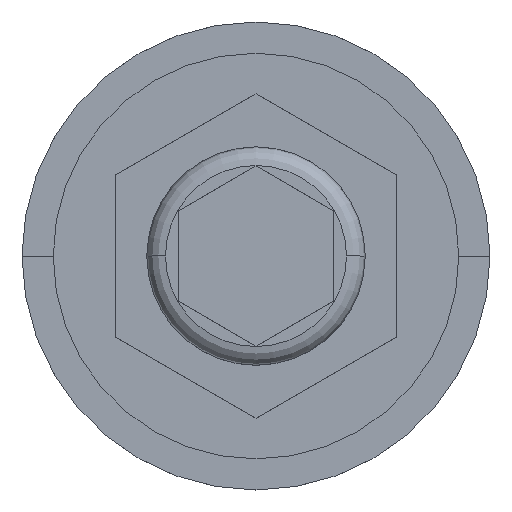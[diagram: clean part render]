
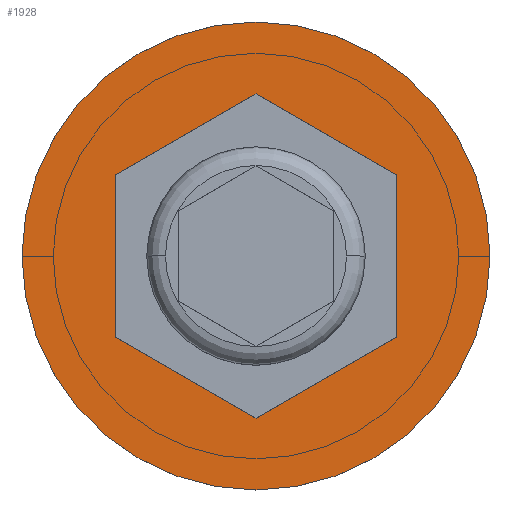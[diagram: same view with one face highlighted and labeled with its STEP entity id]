
A CAD part, top view. The second image highlights one B-rep face of the part: STEP entity #1928.
In plain terms, the highlighted planar face has unit normal (0, 0, 1).
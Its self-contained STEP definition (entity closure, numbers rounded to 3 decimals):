
#17 = CARTESIAN_POINT ( 'NONE',  ( 0., -2.598, 0. ) ) ;
#98 = DIRECTION ( 'NONE',  ( 0.866, -0.5, 0. ) ) ;
#117 = VECTOR ( 'NONE', #2944, 1000. ) ;
#158 = DIRECTION ( 'NONE',  ( -0.866, -0.5, 0. ) ) ;
#261 = CARTESIAN_POINT ( 'NONE',  ( 0., 0., 0. ) ) ;
#310 = VERTEX_POINT ( 'NONE', #2454 ) ;
#326 = LINE ( 'NONE', #17, #2221 ) ;
#347 = EDGE_CURVE ( 'NONE', #1910, #2661, #713, .T. ) ;
#515 = VERTEX_POINT ( 'NONE', #3064 ) ;
#560 = DIRECTION ( 'NONE',  ( 0.866, 0.5, 0. ) ) ;
#634 = EDGE_CURVE ( 'NONE', #2181, #2825, #1094, .T. ) ;
#643 = ORIENTED_EDGE ( 'NONE', *, *, #634, .F. ) ;
#695 = CARTESIAN_POINT ( 'NONE',  ( 0., 0., 0. ) ) ;
#713 = LINE ( 'NONE', #1593, #2046 ) ;
#744 = AXIS2_PLACEMENT_3D ( 'NONE', #695, #986, #3642 ) ;
#748 = VECTOR ( 'NONE', #1884, 1000. ) ;
#885 = DIRECTION ( 'NONE',  ( 1., 0., 0. ) ) ;
#896 = EDGE_CURVE ( 'NONE', #1218, #515, #1294, .T. ) ;
#986 = DIRECTION ( 'NONE',  ( 0., 0., 1. ) ) ;
#1094 = LINE ( 'NONE', #3366, #1487 ) ;
#1140 = CARTESIAN_POINT ( 'NONE',  ( -2.25, 1.299, 0. ) ) ;
#1218 = VERTEX_POINT ( 'NONE', #3227 ) ;
#1294 = CIRCLE ( 'NONE', #2919, 3.75 ) ;
#1329 = ORIENTED_EDGE ( 'NONE', *, *, #2672, .T. ) ;
#1457 = EDGE_LOOP ( 'NONE', ( #2487, #1329 ) ) ;
#1485 = LINE ( 'NONE', #2675, #117 ) ;
#1487 = VECTOR ( 'NONE', #158, 1000. ) ;
#1565 = PLANE ( 'NONE',  #744 ) ;
#1577 = CARTESIAN_POINT ( 'NONE',  ( 0., -2.598, 0. ) ) ;
#1590 = CARTESIAN_POINT ( 'NONE',  ( 0., 0., 0. ) ) ;
#1593 = CARTESIAN_POINT ( 'NONE',  ( -2.25, -1.299, 0. ) ) ;
#1666 = EDGE_CURVE ( 'NONE', #2825, #1910, #2489, .T. ) ;
#1755 = ORIENTED_EDGE ( 'NONE', *, *, #2449, .F. ) ;
#1884 = DIRECTION ( 'NONE',  ( -0.866, 0.5, 0. ) ) ;
#1910 = VERTEX_POINT ( 'NONE', #2779 ) ;
#1928 = ADVANCED_FACE ( 'NONE', ( #2706, #3606 ), #1565, .T. ) ;
#1941 = ORIENTED_EDGE ( 'NONE', *, *, #2328, .F. ) ;
#1983 = VECTOR ( 'NONE', #2189, 1000. ) ;
#2046 = VECTOR ( 'NONE', #98, 1000. ) ;
#2181 = VERTEX_POINT ( 'NONE', #2254 ) ;
#2189 = DIRECTION ( 'NONE',  ( 0., -1., 0. ) ) ;
#2221 = VECTOR ( 'NONE', #560, 1000. ) ;
#2254 = CARTESIAN_POINT ( 'NONE',  ( 0., 2.598, 0. ) ) ;
#2295 = EDGE_LOOP ( 'NONE', ( #3159, #1755, #1941, #2888, #2766, #643 ) ) ;
#2328 = EDGE_CURVE ( 'NONE', #2661, #310, #326, .T. ) ;
#2409 = CIRCLE ( 'NONE', #2722, 3.75 ) ;
#2449 = EDGE_CURVE ( 'NONE', #310, #2808, #1485, .T. ) ;
#2454 = CARTESIAN_POINT ( 'NONE',  ( 2.25, -1.299, 0. ) ) ;
#2487 = ORIENTED_EDGE ( 'NONE', *, *, #896, .T. ) ;
#2489 = LINE ( 'NONE', #3672, #1983 ) ;
#2661 = VERTEX_POINT ( 'NONE', #1577 ) ;
#2672 = EDGE_CURVE ( 'NONE', #515, #1218, #2409, .T. ) ;
#2675 = CARTESIAN_POINT ( 'NONE',  ( 2.25, -1.299, 0. ) ) ;
#2706 = FACE_BOUND ( 'NONE', #2295, .T. ) ;
#2711 = EDGE_CURVE ( 'NONE', #2808, #2181, #2835, .T. ) ;
#2722 = AXIS2_PLACEMENT_3D ( 'NONE', #1590, #2772, #2758 ) ;
#2758 = DIRECTION ( 'NONE',  ( 1., 0., 0. ) ) ;
#2766 = ORIENTED_EDGE ( 'NONE', *, *, #1666, .F. ) ;
#2772 = DIRECTION ( 'NONE',  ( 0., 0., 1. ) ) ;
#2779 = CARTESIAN_POINT ( 'NONE',  ( -2.25, -1.299, 0. ) ) ;
#2808 = VERTEX_POINT ( 'NONE', #3796 ) ;
#2812 = CARTESIAN_POINT ( 'NONE',  ( 2.25, 1.299, 0. ) ) ;
#2825 = VERTEX_POINT ( 'NONE', #1140 ) ;
#2835 = LINE ( 'NONE', #2812, #748 ) ;
#2888 = ORIENTED_EDGE ( 'NONE', *, *, #347, .F. ) ;
#2919 = AXIS2_PLACEMENT_3D ( 'NONE', #261, #3531, #885 ) ;
#2944 = DIRECTION ( 'NONE',  ( 0., 1., 0. ) ) ;
#3064 = CARTESIAN_POINT ( 'NONE',  ( -3.75, 0., 0. ) ) ;
#3159 = ORIENTED_EDGE ( 'NONE', *, *, #2711, .F. ) ;
#3227 = CARTESIAN_POINT ( 'NONE',  ( 3.75, 0., 0. ) ) ;
#3366 = CARTESIAN_POINT ( 'NONE',  ( 0., 2.598, 0. ) ) ;
#3531 = DIRECTION ( 'NONE',  ( 0., 0., 1. ) ) ;
#3606 = FACE_OUTER_BOUND ( 'NONE', #1457, .T. ) ;
#3642 = DIRECTION ( 'NONE',  ( 1., 0., 0. ) ) ;
#3672 = CARTESIAN_POINT ( 'NONE',  ( -2.25, 1.299, 0. ) ) ;
#3796 = CARTESIAN_POINT ( 'NONE',  ( 2.25, 1.299, 0. ) ) ;
